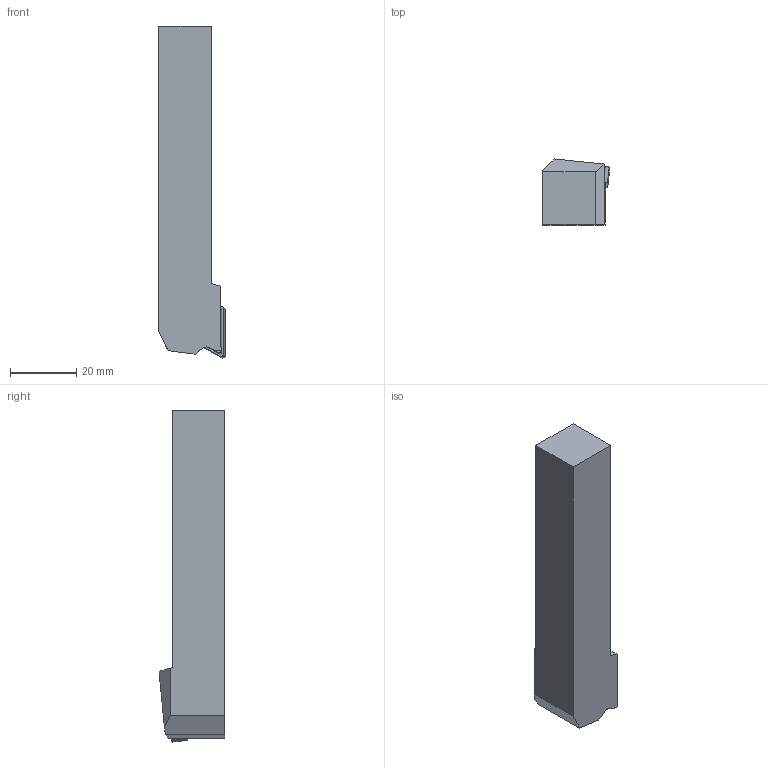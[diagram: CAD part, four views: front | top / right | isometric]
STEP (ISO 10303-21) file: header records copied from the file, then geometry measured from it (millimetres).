
FILE_DESCRIPTION(/* description */ (''),/* implementation_level */ '2;1');
FILE_NAME(/* name */ 'PTGNL1616H16_SIM.stp',/* time_stamp */ '2023-02-28T10:36:12+01:00',/* author */ (''),/* organization */ (''),/* preprocessor_version */ 'ST-DEVELOPER v16.7',/* originating_system */ 'SIEMENS PLM Software NX 12.0',/* authorisation */ '');
FILE_SCHEMA (('AUTOMOTIVE_DESIGN { 1 0 10303 214 3 1 1 1 }'));
Length unit declared in the file: millimetre
Products named in the file (1): kl6239280A36s9i1
Bounding box: 20.2 x 19.97 x 100.5 mm (x, y, z)
Volume: 26811.1 mm3; surface area: 7617.7 mm2
Topology: 2 solids, 2 shells, 34 faces, 89 edges, 59 vertices
Faces by surface type: plane 26, cylinder 8
Full cylindrical faces by diameter (mm): 3.7 x1
Entity records: 1074 total; most frequent: CARTESIAN_POINT 180, DIRECTION 178, ORIENTED_EDGE 174, EDGE_CURVE 87, LINE 66, VECTOR 66, VERTEX_POINT 58, AXIS2_PLACEMENT_3D 56
